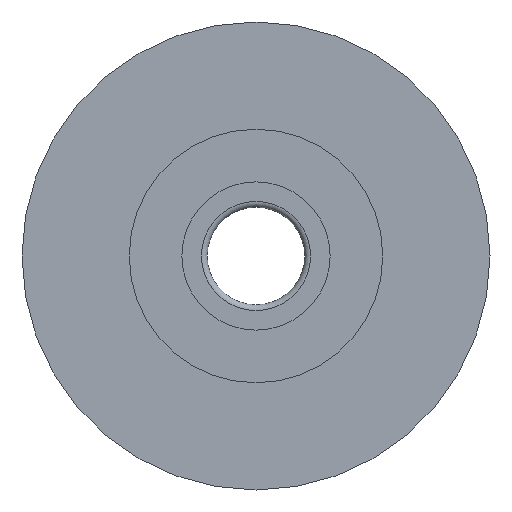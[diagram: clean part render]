
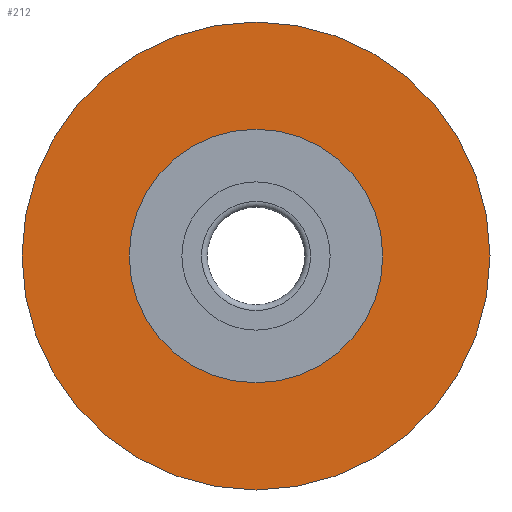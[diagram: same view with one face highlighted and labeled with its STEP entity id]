
A CAD part, left-side view. The second image highlights one B-rep face of the part: STEP entity #212.
In plain terms, the highlighted planar face has unit normal (-1, 0, 0).
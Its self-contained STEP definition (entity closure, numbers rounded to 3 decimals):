
#212 = ADVANCED_FACE( '', ( #270, #271 ), #272, .F. );
#270 = FACE_OUTER_BOUND( '', #395, .T. );
#271 = FACE_BOUND( '', #396, .T. );
#272 = PLANE( '', #397 );
#395 = EDGE_LOOP( '', ( #531 ) );
#396 = EDGE_LOOP( '', ( #532 ) );
#397 = AXIS2_PLACEMENT_3D( '', #533, #534, #535 );
#531 = ORIENTED_EDGE( '', *, *, #767, .F. );
#532 = ORIENTED_EDGE( '', *, *, #768, .T. );
#533 = CARTESIAN_POINT( '', ( -6.5, 0., 0. ) );
#534 = DIRECTION( '', ( 1., 0., 0. ) );
#535 = DIRECTION( '', ( 0., 0., -1. ) );
#767 = EDGE_CURVE( '', #837, #837, #838, .T. );
#768 = EDGE_CURVE( '', #839, #839, #840, .T. );
#837 = VERTEX_POINT( '', #955 );
#838 = CIRCLE( '', #956, 12. );
#839 = VERTEX_POINT( '', #957 );
#840 = CIRCLE( '', #958, 6.5 );
#955 = CARTESIAN_POINT( '', ( -6.5, 0., -12. ) );
#956 = AXIS2_PLACEMENT_3D( '', #1093, #1094, #1095 );
#957 = CARTESIAN_POINT( '', ( -6.5, 0., -6.5 ) );
#958 = AXIS2_PLACEMENT_3D( '', #1096, #1097, #1098 );
#1093 = CARTESIAN_POINT( '', ( -6.5, 0., 0. ) );
#1094 = DIRECTION( '', ( 1., 0., 0. ) );
#1095 = DIRECTION( '', ( 0., 0., -1. ) );
#1096 = CARTESIAN_POINT( '', ( -6.5, 0., 0. ) );
#1097 = DIRECTION( '', ( 1., 0., 0. ) );
#1098 = DIRECTION( '', ( 0., 0., -1. ) );
